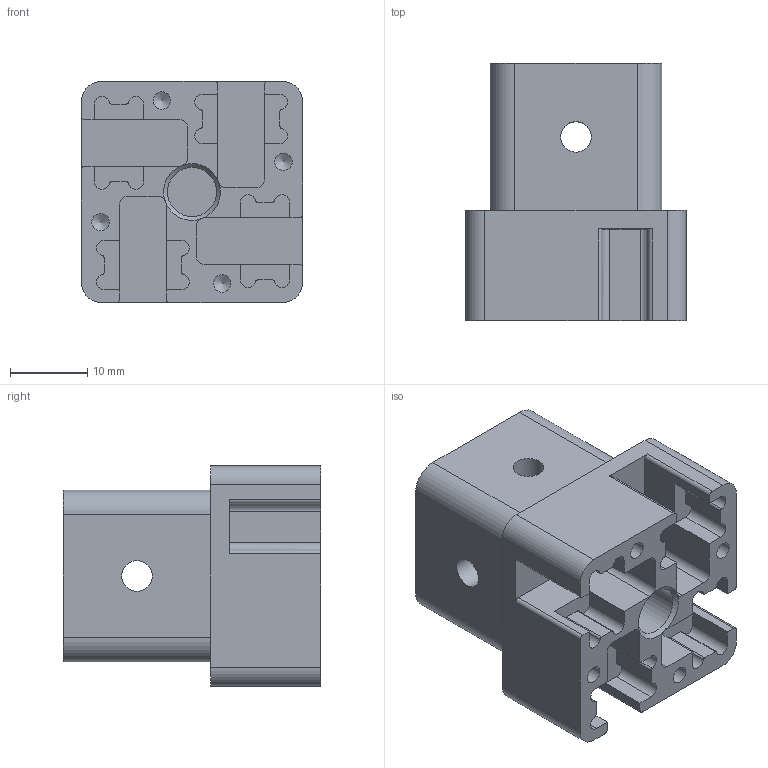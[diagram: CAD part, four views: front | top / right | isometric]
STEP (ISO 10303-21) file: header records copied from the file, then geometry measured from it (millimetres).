
FILE_DESCRIPTION(/* description */ (''),/* implementation_level */ '2;1');
FILE_NAME(/* name */ 'WCP-0418-006 Rev1.stp',/* time_stamp */ '2024-02-24T11:59:16-05:00',/* author */ ('mavericks'),/* organization */ (''),/* preprocessor_version */ 'ST-DEVELOPER v19.2',/* originating_system */ 'Autodesk Inventor 2023',/* authorisation */ '');
FILE_SCHEMA (('AUTOMOTIVE_DESIGN { 1 0 10303 214 3 1 1 }'));
Length unit declared in the file: inch
Products named in the file (1): WCP-0418-006 Rev1
Bounding box: 28.57 x 33.27 x 28.57 mm (x, y, z)
Volume: 14950.6 mm3; surface area: 7357.1 mm2
Topology: 1 solids, 1 shells, 133 faces, 388 edges, 256 vertices
Faces by surface type: cylinder 65, plane 63, cone 5
Full cylindrical faces by diameter (mm): 2.261 x4, 3.962 x4, 6.35 x1
Entity records: 4498 total; most frequent: CARTESIAN_POINT 794, DIRECTION 790, ORIENTED_EDGE 768, EDGE_CURVE 384, AXIS2_PLACEMENT_3D 276, VERTEX_POINT 256, LINE 238, VECTOR 238
